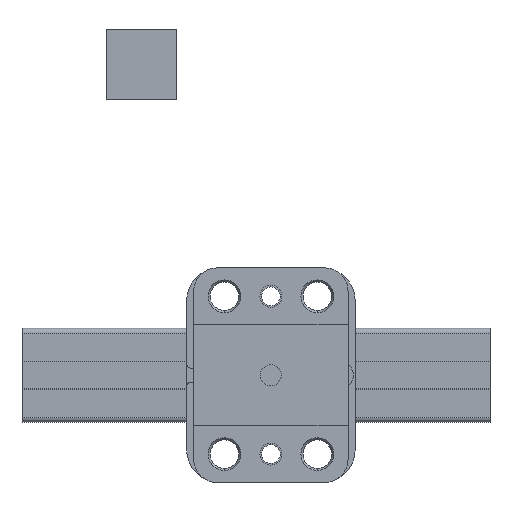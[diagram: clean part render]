
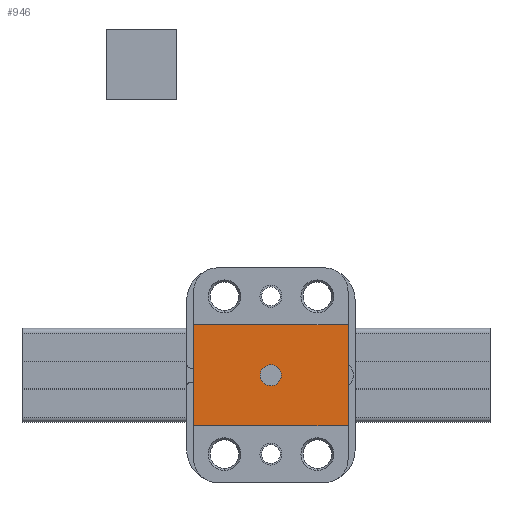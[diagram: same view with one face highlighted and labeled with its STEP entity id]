
A CAD part, front view. The second image highlights one B-rep face of the part: STEP entity #946.
In plain terms, the highlighted face is planar.
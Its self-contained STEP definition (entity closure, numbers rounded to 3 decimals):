
#230 = PLANE ( 'NONE',  #2814 ) ;
#632 = VERTEX_POINT ( 'NONE', #5813 ) ;
#814 = ORIENTED_EDGE ( 'NONE', *, *, #4119, .F. ) ;
#908 = DIRECTION ( 'NONE',  ( 1., 0., 0. ) ) ;
#946 = ADVANCED_FACE ( 'NONE', ( #1339, #1213 ), #230, .T. ) ;
#1199 = CARTESIAN_POINT ( 'NONE',  ( 16.5, 5.5, 22.935 ) ) ;
#1213 = FACE_OUTER_BOUND ( 'NONE', #5881, .T. ) ;
#1297 = CARTESIAN_POINT ( 'NONE',  ( 0., 5.5, -2.25 ) ) ;
#1339 = FACE_BOUND ( 'NONE', #1837, .T. ) ;
#1442 = VERTEX_POINT ( 'NONE', #1297 ) ;
#1490 = CARTESIAN_POINT ( 'NONE',  ( 0., 5.5, 0. ) ) ;
#1498 = CARTESIAN_POINT ( 'NONE',  ( 16.5, 5.5, -10.805 ) ) ;
#1552 = ORIENTED_EDGE ( 'NONE', *, *, #1947, .F. ) ;
#1615 = CARTESIAN_POINT ( 'NONE',  ( 0., 5.5, 0. ) ) ;
#1640 = LINE ( 'NONE', #2749, #3144 ) ;
#1760 = VECTOR ( 'NONE', #3805, 1000. ) ;
#1814 = CARTESIAN_POINT ( 'NONE',  ( 0., 5.5, 0. ) ) ;
#1837 = EDGE_LOOP ( 'NONE', ( #5617, #1892 ) ) ;
#1839 = CARTESIAN_POINT ( 'NONE',  ( -16.5, 5.5, -10.805 ) ) ;
#1847 = DIRECTION ( 'NONE',  ( 0., 1., 0. ) ) ;
#1892 = ORIENTED_EDGE ( 'NONE', *, *, #5434, .T. ) ;
#1947 = EDGE_CURVE ( 'NONE', #3855, #632, #3707, .T. ) ;
#1965 = CARTESIAN_POINT ( 'NONE',  ( 16.5, 5.5, 10.805 ) ) ;
#2301 = CARTESIAN_POINT ( 'NONE',  ( -16.5, 5.5, -10.805 ) ) ;
#2310 = CIRCLE ( 'NONE', #3961, 2.25 ) ;
#2365 = VERTEX_POINT ( 'NONE', #2301 ) ;
#2391 = DIRECTION ( 'NONE',  ( 0., 0., 1. ) ) ;
#2749 = CARTESIAN_POINT ( 'NONE',  ( -16.5, 5.5, 22.935 ) ) ;
#2814 = AXIS2_PLACEMENT_3D ( 'NONE', #1814, #1847, #2391 ) ;
#2913 = VERTEX_POINT ( 'NONE', #1498 ) ;
#3076 = CARTESIAN_POINT ( 'NONE',  ( 0., 5.5, 2.25 ) ) ;
#3144 = VECTOR ( 'NONE', #4757, 1000. ) ;
#3523 = DIRECTION ( 'NONE',  ( 0., 0., -1. ) ) ;
#3707 = LINE ( 'NONE', #4437, #1760 ) ;
#3729 = ORIENTED_EDGE ( 'NONE', *, *, #5291, .F. ) ;
#3805 = DIRECTION ( 'NONE',  ( -1., 0., 0. ) ) ;
#3818 = VERTEX_POINT ( 'NONE', #3076 ) ;
#3855 = VERTEX_POINT ( 'NONE', #1965 ) ;
#3961 = AXIS2_PLACEMENT_3D ( 'NONE', #1615, #4016, #5053 ) ;
#4016 = DIRECTION ( 'NONE',  ( 0., -1., 0. ) ) ;
#4119 = EDGE_CURVE ( 'NONE', #2365, #2913, #6367, .T. ) ;
#4437 = CARTESIAN_POINT ( 'NONE',  ( -16.5, 5.5, 10.805 ) ) ;
#4561 = DIRECTION ( 'NONE',  ( 0., -1., 0. ) ) ;
#4696 = VECTOR ( 'NONE', #6179, 1000. ) ;
#4757 = DIRECTION ( 'NONE',  ( 0., 0., -1. ) ) ;
#4803 = CIRCLE ( 'NONE', #5616, 2.25 ) ;
#5053 = DIRECTION ( 'NONE',  ( 0., 0., -1. ) ) ;
#5291 = EDGE_CURVE ( 'NONE', #2913, #3855, #6148, .T. ) ;
#5330 = EDGE_CURVE ( 'NONE', #632, #2365, #1640, .T. ) ;
#5434 = EDGE_CURVE ( 'NONE', #3818, #1442, #2310, .T. ) ;
#5500 = EDGE_CURVE ( 'NONE', #1442, #3818, #4803, .T. ) ;
#5616 = AXIS2_PLACEMENT_3D ( 'NONE', #1490, #4561, #3523 ) ;
#5617 = ORIENTED_EDGE ( 'NONE', *, *, #5500, .T. ) ;
#5813 = CARTESIAN_POINT ( 'NONE',  ( -16.5, 5.5, 10.805 ) ) ;
#5881 = EDGE_LOOP ( 'NONE', ( #6284, #1552, #3729, #814 ) ) ;
#6148 = LINE ( 'NONE', #1199, #4696 ) ;
#6179 = DIRECTION ( 'NONE',  ( 0., 0., 1. ) ) ;
#6284 = ORIENTED_EDGE ( 'NONE', *, *, #5330, .F. ) ;
#6333 = VECTOR ( 'NONE', #908, 1000. ) ;
#6367 = LINE ( 'NONE', #1839, #6333 ) ;
